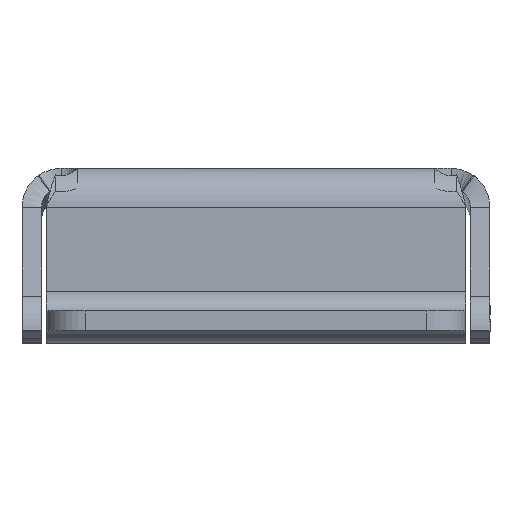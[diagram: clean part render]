
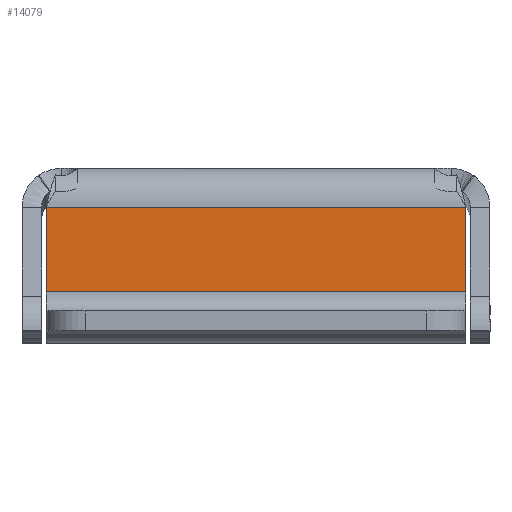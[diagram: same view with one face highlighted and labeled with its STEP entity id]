
A CAD part, top view. The second image highlights one B-rep face of the part: STEP entity #14079.
In plain terms, the highlighted planar face has unit normal (0, 0, 1).
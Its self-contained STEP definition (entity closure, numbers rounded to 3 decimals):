
#1099 = EDGE_LOOP ( 'NONE', ( #9192, #9718, #10309, #9377 ) ) ;
#1197 = EDGE_CURVE ( 'NONE', #10503, #19608, #17718, .T. ) ;
#3419 = CARTESIAN_POINT ( 'NONE',  ( -32.293, -6., 548.5 ) ) ;
#5474 = CARTESIAN_POINT ( 'NONE',  ( 32.293, -19., 548.5 ) ) ;
#5909 = VERTEX_POINT ( 'NONE', #3419 ) ;
#6209 = VECTOR ( 'NONE', #13031, 1000. ) ;
#6638 = LINE ( 'NONE', #12814, #11371 ) ;
#7029 = LINE ( 'NONE', #15114, #10612 ) ;
#7033 = CARTESIAN_POINT ( 'NONE',  ( 32.293, -19., 548.5 ) ) ;
#7587 = EDGE_CURVE ( 'NONE', #17206, #5909, #6638, .T. ) ;
#8357 = DIRECTION ( 'NONE',  ( -1., 0., 0. ) ) ;
#8484 = CARTESIAN_POINT ( 'NONE',  ( -32.293, -3., 548.5 ) ) ;
#8636 = DIRECTION ( 'NONE',  ( -1., 0., 0. ) ) ;
#9192 = ORIENTED_EDGE ( 'NONE', *, *, #11624, .F. ) ;
#9377 = ORIENTED_EDGE ( 'NONE', *, *, #7587, .T. ) ;
#9395 = DIRECTION ( 'NONE',  ( 0., -1., 0. ) ) ;
#9570 = EDGE_CURVE ( 'NONE', #10503, #17206, #7029, .T. ) ;
#9595 = PLANE ( 'NONE',  #14370 ) ;
#9718 = ORIENTED_EDGE ( 'NONE', *, *, #1197, .F. ) ;
#10309 = ORIENTED_EDGE ( 'NONE', *, *, #9570, .T. ) ;
#10503 = VERTEX_POINT ( 'NONE', #7033 ) ;
#10612 = VECTOR ( 'NONE', #19751, 1000. ) ;
#11371 = VECTOR ( 'NONE', #8357, 1000. ) ;
#11624 = EDGE_CURVE ( 'NONE', #19608, #5909, #14645, .T. ) ;
#12716 = CARTESIAN_POINT ( 'NONE',  ( 0., 0., 548.5 ) ) ;
#12814 = CARTESIAN_POINT ( 'NONE',  ( 0., -6., 548.5 ) ) ;
#13031 = DIRECTION ( 'NONE',  ( 0., 1., 0. ) ) ;
#14032 = DIRECTION ( 'NONE',  ( 0., 0., 1. ) ) ;
#14079 = ADVANCED_FACE ( 'NONE', ( #17563 ), #9595, .T. ) ;
#14370 = AXIS2_PLACEMENT_3D ( 'NONE', #12716, #14032, #9395 ) ;
#14645 = LINE ( 'NONE', #8484, #6209 ) ;
#15114 = CARTESIAN_POINT ( 'NONE',  ( 32.293, 0., 548.5 ) ) ;
#17206 = VERTEX_POINT ( 'NONE', #19917 ) ;
#17365 = CARTESIAN_POINT ( 'NONE',  ( -32.293, -19., 548.5 ) ) ;
#17563 = FACE_OUTER_BOUND ( 'NONE', #1099, .T. ) ;
#17718 = LINE ( 'NONE', #5474, #18923 ) ;
#18923 = VECTOR ( 'NONE', #8636, 1000. ) ;
#19608 = VERTEX_POINT ( 'NONE', #17365 ) ;
#19751 = DIRECTION ( 'NONE',  ( 0., 1., 0. ) ) ;
#19917 = CARTESIAN_POINT ( 'NONE',  ( 32.293, -6., 548.5 ) ) ;
